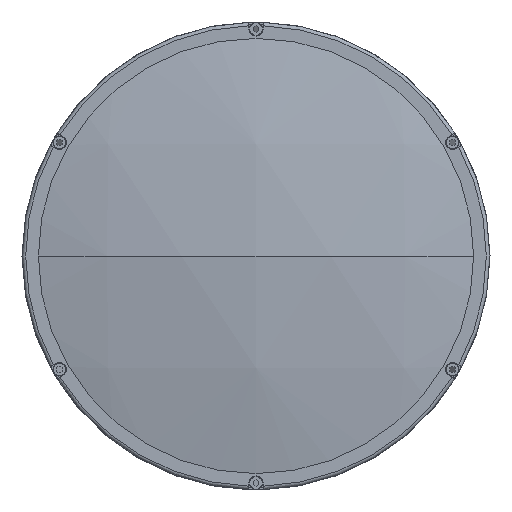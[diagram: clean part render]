
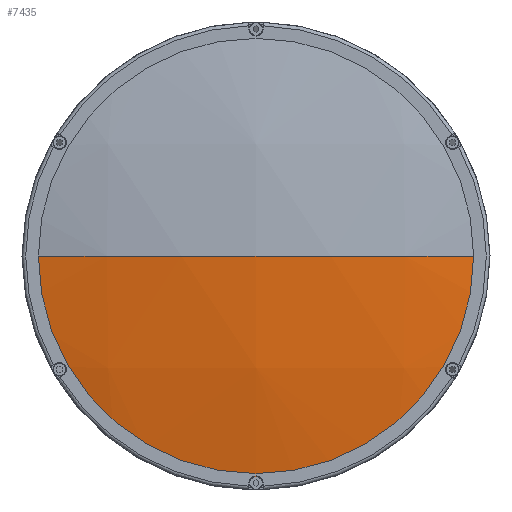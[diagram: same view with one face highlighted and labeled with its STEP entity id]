
A CAD part, left-side view. The second image highlights one B-rep face of the part: STEP entity #7435.
In plain terms, the highlighted spherical face has radius 434.72 mm.
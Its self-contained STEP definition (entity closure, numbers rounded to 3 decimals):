
#192 = ORIENTED_EDGE ( 'NONE', *, *, #2292, .F. ) ;
#307 = ORIENTED_EDGE ( 'NONE', *, *, #5293, .T. ) ;
#1114 = CIRCLE ( 'NONE', #6046, 434.72 ) ;
#1978 = DIRECTION ( 'NONE',  ( 0., 1., 0. ) ) ;
#2292 = EDGE_CURVE ( 'NONE', #8384, #2303, #1114, .T. ) ;
#2303 = VERTEX_POINT ( 'NONE', #7143 ) ;
#2860 = DIRECTION ( 'NONE',  ( 0., 0., 1. ) ) ;
#2925 = DIRECTION ( 'NONE',  ( -1., 0., 0. ) ) ;
#3431 = EDGE_CURVE ( 'NONE', #8384, #4395, #4366, .T. ) ;
#3535 = CARTESIAN_POINT ( 'NONE',  ( -411.593, 0., 0. ) ) ;
#3650 = CARTESIAN_POINT ( 'NONE',  ( -411.593, 95., 0. ) ) ;
#4188 = EDGE_LOOP ( 'NONE', ( #8459, #307, #192 ) ) ;
#4351 = DIRECTION ( 'NONE',  ( 0., 0., -1. ) ) ;
#4366 = CIRCLE ( 'NONE', #8335, 95. ) ;
#4395 = VERTEX_POINT ( 'NONE', #7941 ) ;
#4673 = AXIS2_PLACEMENT_3D ( 'NONE', #9141, #6378, #1978 ) ;
#4840 = CIRCLE ( 'NONE', #7998, 434.72 ) ;
#5293 = EDGE_CURVE ( 'NONE', #4395, #2303, #4840, .T. ) ;
#6046 = AXIS2_PLACEMENT_3D ( 'NONE', #8848, #8625, #8436 ) ;
#6378 = DIRECTION ( 'NONE',  ( 0., 0., -1. ) ) ;
#7143 = CARTESIAN_POINT ( 'NONE',  ( -422.1, 0., 0. ) ) ;
#7435 = ADVANCED_FACE ( 'NONE', ( #7490 ), #8492, .T. ) ;
#7490 = FACE_OUTER_BOUND ( 'NONE', #4188, .T. ) ;
#7941 = CARTESIAN_POINT ( 'NONE',  ( -411.593, -95., 0. ) ) ;
#7998 = AXIS2_PLACEMENT_3D ( 'NONE', #8591, #4351, #9268 ) ;
#8335 = AXIS2_PLACEMENT_3D ( 'NONE', #3535, #2925, #2860 ) ;
#8384 = VERTEX_POINT ( 'NONE', #3650 ) ;
#8436 = DIRECTION ( 'NONE',  ( 0., -1., 0. ) ) ;
#8459 = ORIENTED_EDGE ( 'NONE', *, *, #3431, .T. ) ;
#8492 = SPHERICAL_SURFACE ( 'NONE', #4673, 434.72 ) ;
#8591 = CARTESIAN_POINT ( 'NONE',  ( 12.62, 0., 0. ) ) ;
#8625 = DIRECTION ( 'NONE',  ( 0., 0., 1. ) ) ;
#8848 = CARTESIAN_POINT ( 'NONE',  ( 12.62, 0., 0. ) ) ;
#9141 = CARTESIAN_POINT ( 'NONE',  ( 12.62, 0., 0. ) ) ;
#9268 = DIRECTION ( 'NONE',  ( 0., 1., 0. ) ) ;
